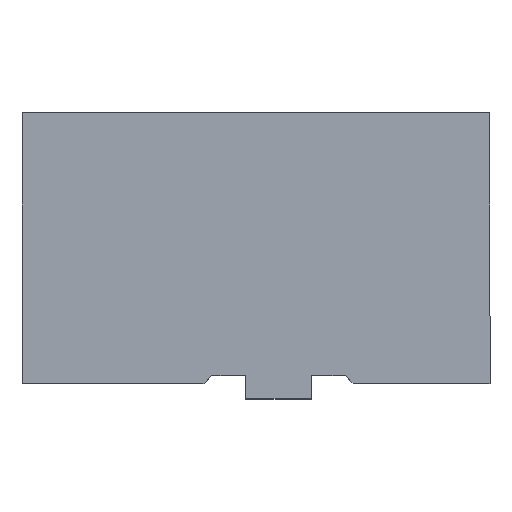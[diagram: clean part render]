
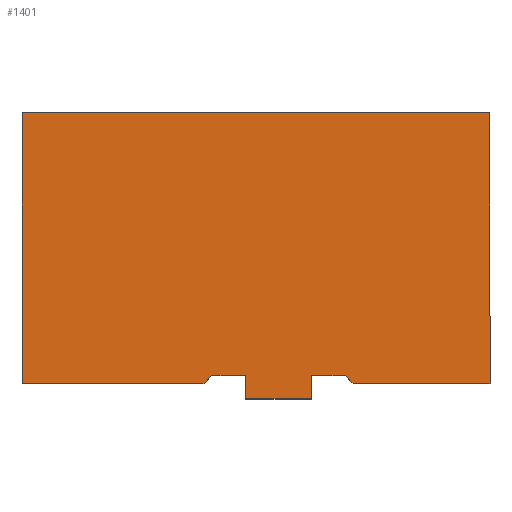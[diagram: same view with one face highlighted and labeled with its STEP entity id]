
A CAD part, top view. The second image highlights one B-rep face of the part: STEP entity #1401.
In plain terms, the highlighted planar face has unit normal (0, 0, 1).
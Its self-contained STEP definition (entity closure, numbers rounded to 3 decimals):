
#4 = LINE ( 'NONE', #759, #573 ) ;
#23 = CARTESIAN_POINT ( 'NONE',  ( 40.663, 3., 15. ) ) ;
#113 = VERTEX_POINT ( 'NONE', #840 ) ;
#118 = ORIENTED_EDGE ( 'NONE', *, *, #765, .T. ) ;
#144 = DIRECTION ( 'NONE',  ( 1., 0., 0. ) ) ;
#157 = CARTESIAN_POINT ( 'NONE',  ( -49.337, 55., 15. ) ) ;
#158 = EDGE_LOOP ( 'NONE', ( #1367, #175, #751, #687, #1360, #118, #1019, #594, #783, #679, #625, #1260 ) ) ;
#175 = ORIENTED_EDGE ( 'NONE', *, *, #465, .T. ) ;
#228 = VERTEX_POINT ( 'NONE', #1428 ) ;
#233 = VECTOR ( 'NONE', #764, 1000. ) ;
#251 = EDGE_CURVE ( 'NONE', #1212, #228, #1434, .T. ) ;
#259 = DIRECTION ( 'NONE',  ( 1., 0., 0. ) ) ;
#260 = CARTESIAN_POINT ( 'NONE',  ( 40.662, 55., 15. ) ) ;
#273 = AXIS2_PLACEMENT_3D ( 'NONE', #721, #380, #727 ) ;
#279 = VERTEX_POINT ( 'NONE', #1007 ) ;
#285 = LINE ( 'NONE', #958, #1088 ) ;
#297 = VECTOR ( 'NONE', #864, 1000. ) ;
#308 = CARTESIAN_POINT ( 'NONE',  ( -6.338, 4.5, 15. ) ) ;
#336 = DIRECTION ( 'NONE',  ( 0.707, 0.707, 0. ) ) ;
#352 = VECTOR ( 'NONE', #144, 1000. ) ;
#380 = DIRECTION ( 'NONE',  ( 0., 0., -1. ) ) ;
#389 = VERTEX_POINT ( 'NONE', #260 ) ;
#416 = LINE ( 'NONE', #1330, #233 ) ;
#422 = VERTEX_POINT ( 'NONE', #950 ) ;
#465 = EDGE_CURVE ( 'NONE', #1004, #572, #1424, .T. ) ;
#551 = EDGE_CURVE ( 'NONE', #113, #279, #416, .T. ) ;
#553 = LINE ( 'NONE', #1010, #1107 ) ;
#572 = VERTEX_POINT ( 'NONE', #871 ) ;
#573 = VECTOR ( 'NONE', #1437, 1000. ) ;
#594 = ORIENTED_EDGE ( 'NONE', *, *, #1034, .T. ) ;
#606 = EDGE_CURVE ( 'NONE', #279, #1322, #1373, .T. ) ;
#625 = ORIENTED_EDGE ( 'NONE', *, *, #866, .T. ) ;
#679 = ORIENTED_EDGE ( 'NONE', *, *, #853, .T. ) ;
#680 = CARTESIAN_POINT ( 'NONE',  ( -12.838, 4.5, 15. ) ) ;
#687 = ORIENTED_EDGE ( 'NONE', *, *, #551, .T. ) ;
#699 = EDGE_CURVE ( 'NONE', #572, #113, #938, .T. ) ;
#707 = VECTOR ( 'NONE', #981, 1000. ) ;
#713 = CARTESIAN_POINT ( 'NONE',  ( -6.338, 0., 15. ) ) ;
#721 = CARTESIAN_POINT ( 'NONE',  ( 0., 0., 15. ) ) ;
#724 = LINE ( 'NONE', #843, #297 ) ;
#727 = DIRECTION ( 'NONE',  ( -1., 0., 0. ) ) ;
#732 = VECTOR ( 'NONE', #336, 1000. ) ;
#751 = ORIENTED_EDGE ( 'NONE', *, *, #699, .T. ) ;
#759 = CARTESIAN_POINT ( 'NONE',  ( -14.338, 3., 15. ) ) ;
#764 = DIRECTION ( 'NONE',  ( 0.707, -0.707, 0. ) ) ;
#765 = EDGE_CURVE ( 'NONE', #1322, #389, #724, .T. ) ;
#783 = ORIENTED_EDGE ( 'NONE', *, *, #870, .T. ) ;
#840 = CARTESIAN_POINT ( 'NONE',  ( 12.838, 4.5, 15. ) ) ;
#843 = CARTESIAN_POINT ( 'NONE',  ( 40.662, 55., 15. ) ) ;
#850 = VECTOR ( 'NONE', #926, 1000. ) ;
#853 = EDGE_CURVE ( 'NONE', #1227, #422, #1020, .T. ) ;
#857 = DIRECTION ( 'NONE',  ( 0., -1., 0. ) ) ;
#864 = DIRECTION ( 'NONE',  ( 0., 1., 0. ) ) ;
#866 = EDGE_CURVE ( 'NONE', #422, #1212, #553, .T. ) ;
#870 = EDGE_CURVE ( 'NONE', #1115, #1227, #4, .T. ) ;
#871 = CARTESIAN_POINT ( 'NONE',  ( 6.338, 4.5, 15. ) ) ;
#914 = EDGE_CURVE ( 'NONE', #228, #1004, #1268, .T. ) ;
#926 = DIRECTION ( 'NONE',  ( 1., 0., 0. ) ) ;
#938 = LINE ( 'NONE', #1391, #1396 ) ;
#941 = FACE_OUTER_BOUND ( 'NONE', #158, .T. ) ;
#950 = CARTESIAN_POINT ( 'NONE',  ( -12.838, 4.5, 15. ) ) ;
#958 = CARTESIAN_POINT ( 'NONE',  ( -49.338, 3., 15. ) ) ;
#981 = DIRECTION ( 'NONE',  ( 0., -1., 0. ) ) ;
#1004 = VERTEX_POINT ( 'NONE', #1182 ) ;
#1007 = CARTESIAN_POINT ( 'NONE',  ( 14.338, 3., 15. ) ) ;
#1010 = CARTESIAN_POINT ( 'NONE',  ( -6.338, 4.5, 15. ) ) ;
#1013 = VERTEX_POINT ( 'NONE', #157 ) ;
#1019 = ORIENTED_EDGE ( 'NONE', *, *, #1369, .T. ) ;
#1020 = LINE ( 'NONE', #680, #732 ) ;
#1034 = EDGE_CURVE ( 'NONE', #1013, #1115, #285, .T. ) ;
#1043 = VECTOR ( 'NONE', #1056, 1000. ) ;
#1056 = DIRECTION ( 'NONE',  ( -1., 0., 0. ) ) ;
#1088 = VECTOR ( 'NONE', #857, 1000. ) ;
#1107 = VECTOR ( 'NONE', #1460, 1000. ) ;
#1115 = VERTEX_POINT ( 'NONE', #1326 ) ;
#1182 = CARTESIAN_POINT ( 'NONE',  ( 6.338, 0., 15. ) ) ;
#1197 = CARTESIAN_POINT ( 'NONE',  ( 6.338, 4.5, 15. ) ) ;
#1200 = CARTESIAN_POINT ( 'NONE',  ( -6.338, 0., 15. ) ) ;
#1212 = VERTEX_POINT ( 'NONE', #308 ) ;
#1227 = VERTEX_POINT ( 'NONE', #1336 ) ;
#1260 = ORIENTED_EDGE ( 'NONE', *, *, #251, .T. ) ;
#1268 = LINE ( 'NONE', #713, #850 ) ;
#1279 = LINE ( 'NONE', #1417, #1043 ) ;
#1316 = DIRECTION ( 'NONE',  ( 0., 1., 0. ) ) ;
#1322 = VERTEX_POINT ( 'NONE', #1403 ) ;
#1326 = CARTESIAN_POINT ( 'NONE',  ( -49.338, 3., 15. ) ) ;
#1330 = CARTESIAN_POINT ( 'NONE',  ( 14.338, 3., 15. ) ) ;
#1336 = CARTESIAN_POINT ( 'NONE',  ( -14.338, 3., 15. ) ) ;
#1360 = ORIENTED_EDGE ( 'NONE', *, *, #606, .T. ) ;
#1367 = ORIENTED_EDGE ( 'NONE', *, *, #914, .T. ) ;
#1369 = EDGE_CURVE ( 'NONE', #389, #1013, #1279, .T. ) ;
#1373 = LINE ( 'NONE', #23, #352 ) ;
#1391 = CARTESIAN_POINT ( 'NONE',  ( 12.838, 4.5, 15. ) ) ;
#1396 = VECTOR ( 'NONE', #259, 1000. ) ;
#1397 = PLANE ( 'NONE',  #273 ) ;
#1401 = ADVANCED_FACE ( 'NONE', ( #941 ), #1397, .F. ) ;
#1403 = CARTESIAN_POINT ( 'NONE',  ( 40.663, 3., 15. ) ) ;
#1416 = VECTOR ( 'NONE', #1316, 1000. ) ;
#1417 = CARTESIAN_POINT ( 'NONE',  ( -49.337, 55., 15. ) ) ;
#1424 = LINE ( 'NONE', #1197, #1416 ) ;
#1428 = CARTESIAN_POINT ( 'NONE',  ( -6.338, 0., 15. ) ) ;
#1434 = LINE ( 'NONE', #1200, #707 ) ;
#1437 = DIRECTION ( 'NONE',  ( 1., 0., 0. ) ) ;
#1460 = DIRECTION ( 'NONE',  ( 1., 0., 0. ) ) ;
